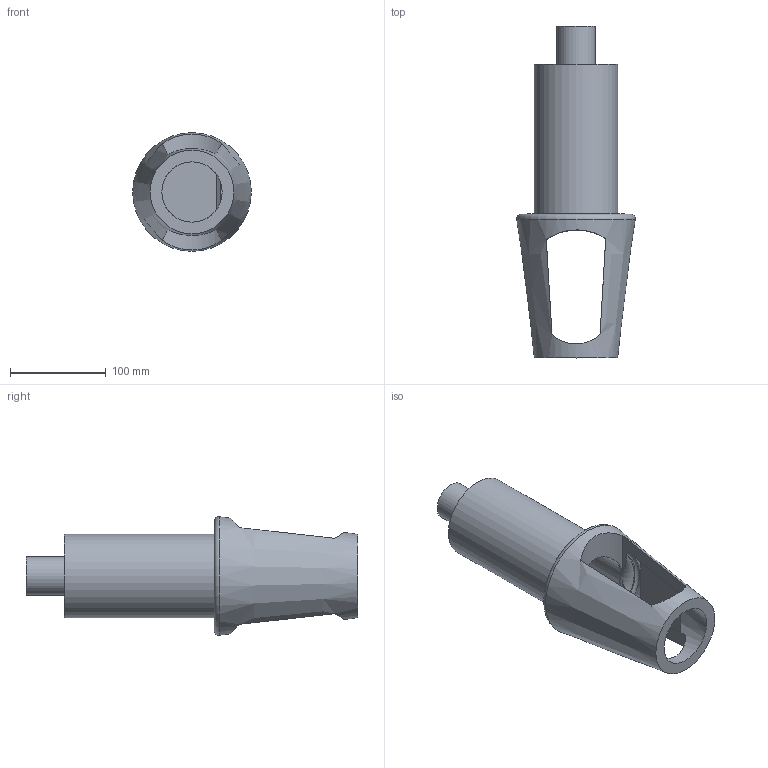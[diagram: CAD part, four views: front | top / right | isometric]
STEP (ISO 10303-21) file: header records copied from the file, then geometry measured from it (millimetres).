
FILE_DESCRIPTION(/* description */ (''),/* implementation_level */ '2;1');
FILE_NAME(/* name */ 'Plug v2.step',/* time_stamp */ '2022-07-14T19:08:15+05:30',/* author */ (''),/* organization */ (''),/* preprocessor_version */ 'ST-DEVELOPER v19',/* originating_system */ 'Autodesk Translation Framework v11.7.0.108',/* authorisation */ '');
FILE_SCHEMA (('AUTOMOTIVE_DESIGN { 1 0 10303 214 3 1 1 }'));
Length unit declared in the file: millimetre
Products named in the file (1): Plug
Bounding box: 123.64 x 346 x 123.64 mm (x, y, z)
Volume: 1007517.4 mm3; surface area: 171940.1 mm2
Topology: 1 solids, 1 shells, 26 faces, 77 edges, 51 vertices
Faces by surface type: plane 11, cylinder 8, torus 5, cone 2
Full cylindrical faces by diameter (mm): 40 x1, 63 x1, 87 x1
Entity records: 1134 total; most frequent: CARTESIAN_POINT 461, ORIENTED_EDGE 154, DIRECTION 111, EDGE_CURVE 77, VERTEX_POINT 51, AXIS2_PLACEMENT_3D 45, EDGE_LOOP 30, B_SPLINE_CURVE_WITH_KNOTS 26
